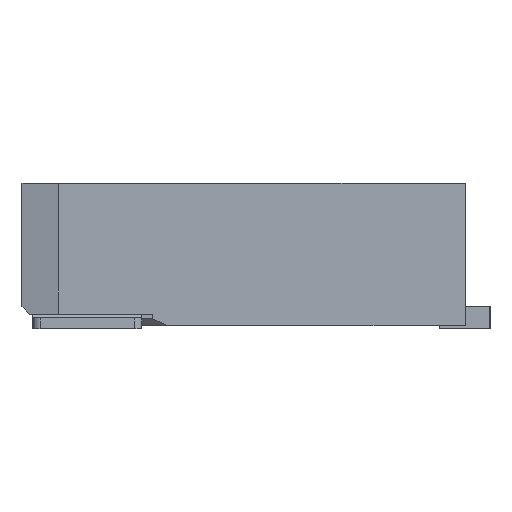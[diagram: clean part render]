
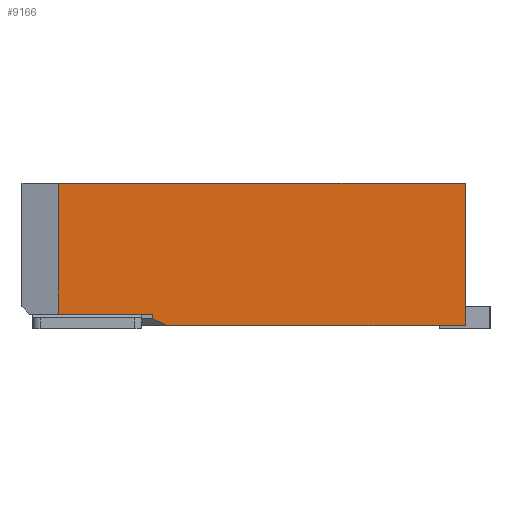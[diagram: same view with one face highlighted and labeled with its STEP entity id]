
A CAD part, left-side view. The second image highlights one B-rep face of the part: STEP entity #9166.
In plain terms, the highlighted planar face has unit normal (-1, 0, 0).
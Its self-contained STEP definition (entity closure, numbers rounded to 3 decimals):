
#49=DIRECTION('',(0.,-1.,0.));
#50=VECTOR('',#49,4.1);
#51=CARTESIAN_POINT('',(-8.625,-0.8,-0.98));
#52=LINE('',#51,#50);
#2319=DIRECTION('',(0.,0.,1.));
#2320=VECTOR('',#2319,1.96);
#2321=CARTESIAN_POINT('',(-8.625,-4.9,-0.98));
#2322=LINE('',#2321,#2320);
#2435=DIRECTION('',(0.,-1.,0.));
#2436=VECTOR('',#2435,1.3);
#2437=CARTESIAN_POINT('',(-8.625,0.7,-0.82));
#2438=LINE('',#2437,#2436);
#2439=DIRECTION('',(0.,0.,1.));
#2440=VECTOR('',#2439,1.8);
#2441=CARTESIAN_POINT('',(-8.625,0.7,-0.82));
#2442=LINE('',#2441,#2440);
#2443=DIRECTION('',(0.,-0.894,-0.447));
#2444=VECTOR('',#2443,0.224);
#2445=CARTESIAN_POINT('',(-8.625,-0.6,-0.88));
#2446=LINE('',#2445,#2444);
#2447=DIRECTION('',(0.,0.,-1.));
#2448=VECTOR('',#2447,0.06);
#2449=CARTESIAN_POINT('',(-8.625,-0.6,-0.82));
#2450=LINE('',#2449,#2448);
#2551=DIRECTION('',(0.,-1.,0.));
#2552=VECTOR('',#2551,5.6);
#2553=CARTESIAN_POINT('',(-8.625,0.7,0.98));
#2554=LINE('',#2553,#2552);
#4539=CARTESIAN_POINT('',(-8.625,0.7,0.98));
#4540=CARTESIAN_POINT('',(-8.625,-4.9,0.98));
#4541=VERTEX_POINT('',#4539);
#4542=VERTEX_POINT('',#4540);
#4551=CARTESIAN_POINT('',(-8.625,-4.9,-0.98));
#4552=VERTEX_POINT('',#4551);
#5475=CARTESIAN_POINT('',(-8.625,0.7,-0.82));
#5476=CARTESIAN_POINT('',(-8.625,-0.6,-0.82));
#5477=VERTEX_POINT('',#5475);
#5478=VERTEX_POINT('',#5476);
#5479=CARTESIAN_POINT('',(-8.625,-0.6,-0.88));
#5480=VERTEX_POINT('',#5479);
#5481=CARTESIAN_POINT('',(-8.625,-0.8,-0.98));
#5482=VERTEX_POINT('',#5481);
#9149=CARTESIAN_POINT('',(-8.625,0.7,-0.98));
#9150=DIRECTION('',(-1.,0.,0.));
#9151=DIRECTION('',(0.,-1.,0.));
#9152=AXIS2_PLACEMENT_3D('',#9149,#9150,#9151);
#9153=PLANE('',#9152);
#9155=ORIENTED_EDGE('',*,*,#9154,.F.);
#9157=ORIENTED_EDGE('',*,*,#9156,.T.);
#9159=ORIENTED_EDGE('',*,*,#9158,.T.);
#9160=ORIENTED_EDGE('',*,*,#8903,.F.);
#9161=ORIENTED_EDGE('',*,*,#5980,.F.);
#9162=ORIENTED_EDGE('',*,*,#6984,.F.);
#9163=ORIENTED_EDGE('',*,*,#7002,.F.);
#9164=EDGE_LOOP('',(#9155,#9157,#9159,#9160,#9161,#9162,#9163));
#9165=FACE_OUTER_BOUND('',#9164,.F.);
#9166=ADVANCED_FACE('',(#9165),#9153,.T.);
#5980=EDGE_CURVE('',#5482,#4552,#52,.T.);
#6984=EDGE_CURVE('',#5480,#5482,#2446,.T.);
#7002=EDGE_CURVE('',#5478,#5480,#2450,.T.);
#8903=EDGE_CURVE('',#4552,#4542,#2322,.T.);
#9154=EDGE_CURVE('',#5477,#5478,#2438,.T.);
#9156=EDGE_CURVE('',#5477,#4541,#2442,.T.);
#9158=EDGE_CURVE('',#4541,#4542,#2554,.T.);
